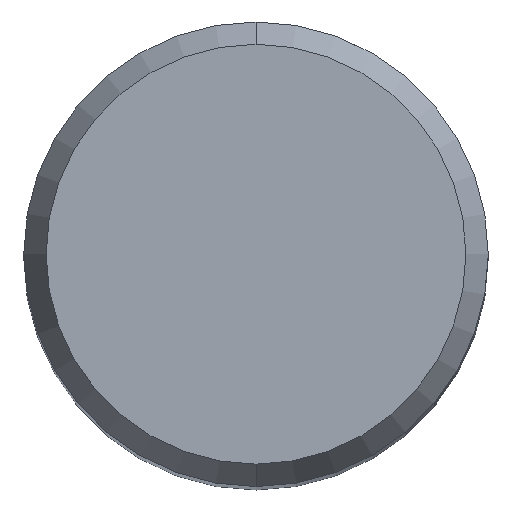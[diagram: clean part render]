
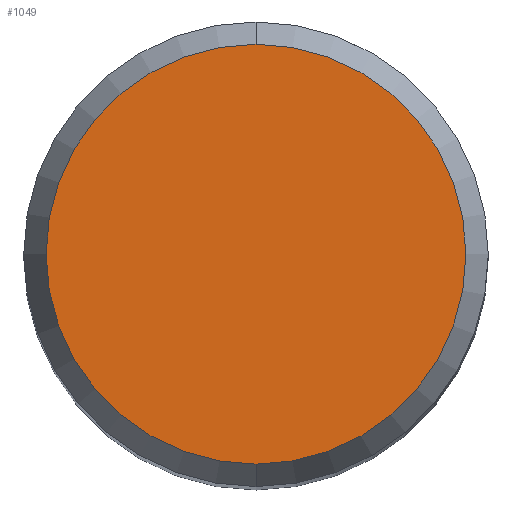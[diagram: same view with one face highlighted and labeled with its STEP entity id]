
A CAD part, top view. The second image highlights one B-rep face of the part: STEP entity #1049.
In plain terms, the highlighted planar face has unit normal (0, 0, 1).
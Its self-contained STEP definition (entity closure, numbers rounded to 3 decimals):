
#551=VERTEX_POINT('',#1598);
#983=EDGE_CURVE('',#551,#1429,#2065,.T.);
#1049=ADVANCED_FACE('',(#2141),#2142,.T.);
#1399=EDGE_CURVE('',#1429,#551,#2525,.T.);
#1429=VERTEX_POINT('',#2561);
#1598=CARTESIAN_POINT('',(0.0,5.423,0.0));
#2065=CIRCLE('',#5423,5.423);
#2141=FACE_OUTER_BOUND('',#5708,.T.);
#2142=PLANE('',#5709);
#2525=CIRCLE('',#7868,5.423);
#2561=CARTESIAN_POINT('',(0.,-5.423,0.0));
#5423=AXIS2_PLACEMENT_3D('',#8990,#8991,#8992);
#5708=EDGE_LOOP('',(#9102,#9103));
#5709=AXIS2_PLACEMENT_3D('',#9104,#9105,#9106);
#7868=AXIS2_PLACEMENT_3D('',#9517,#9518,#9519);
#8990=CARTESIAN_POINT('',(0.0,0.0,0.0));
#8991=DIRECTION('',(0.0,0.0,-1.0));
#8992=DIRECTION('',(0.0,1.0,0.0));
#9102=ORIENTED_EDGE('',*,*,#983,.F.);
#9103=ORIENTED_EDGE('',*,*,#1399,.F.);
#9104=CARTESIAN_POINT('',(0.0,2.711,0.0));
#9105=DIRECTION('',(-0.0,0.0,1.0));
#9106=DIRECTION('',(0.0,-1.0,0.0));
#9517=CARTESIAN_POINT('',(0.0,0.0,0.0));
#9518=DIRECTION('',(0.0,0.0,-1.0));
#9519=DIRECTION('',(0.0,1.0,0.0));
